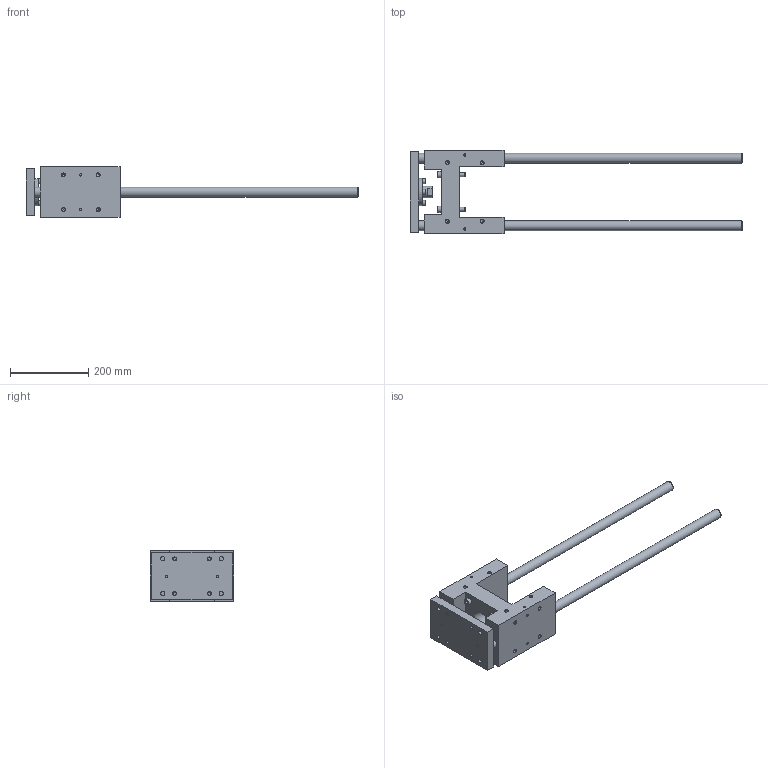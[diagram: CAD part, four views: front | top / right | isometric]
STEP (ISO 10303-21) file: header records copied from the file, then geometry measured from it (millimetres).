
FILE_DESCRIPTION( ( 'STEP AP203' ), '1' );
FILE_NAME( '3299_30.step', '2003-09-03T07:24:58', ( ' ' ), ( ' ' ), 'XStep 1.0', ' ', ' ' );
FILE_SCHEMA( ( 'CONFIG_CONTROL_DESIGN' ) );
Length unit declared in the file: metre
Products named in the file (2): 1; 2
Bounding box: 851 x 213 x 129 mm (x, y, z)
Volume: 4086304.9 mm3; surface area: 468525.9 mm2
Topology: 2 solids, 7 shells, 295 faces, 656 edges, 439 vertices
Faces by surface type: plane 146, cylinder 104, cone 45
Full cylindrical faces by diameter (mm): 6 x8, 8 x8, 8.376 x32, 8.5 x4, 10 x8, 10.2 x12, 11 x8, 13 x4, 16 x4, 18 x4, 18.376 x2, 25 x4, 29 x1, 32 x1, 42 x1, 45 x1, 55 x1, 70 x1
Entity records: 7239 total; most frequent: CARTESIAN_POINT 1369, DIRECTION 1240, ORIENTED_EDGE 862, EDGE_LOOP 544, AXIS2_PLACEMENT_3D 520, EDGE_CURVE 431, FACE_OUTER_BOUND 399, VERTEX_POINT 377
